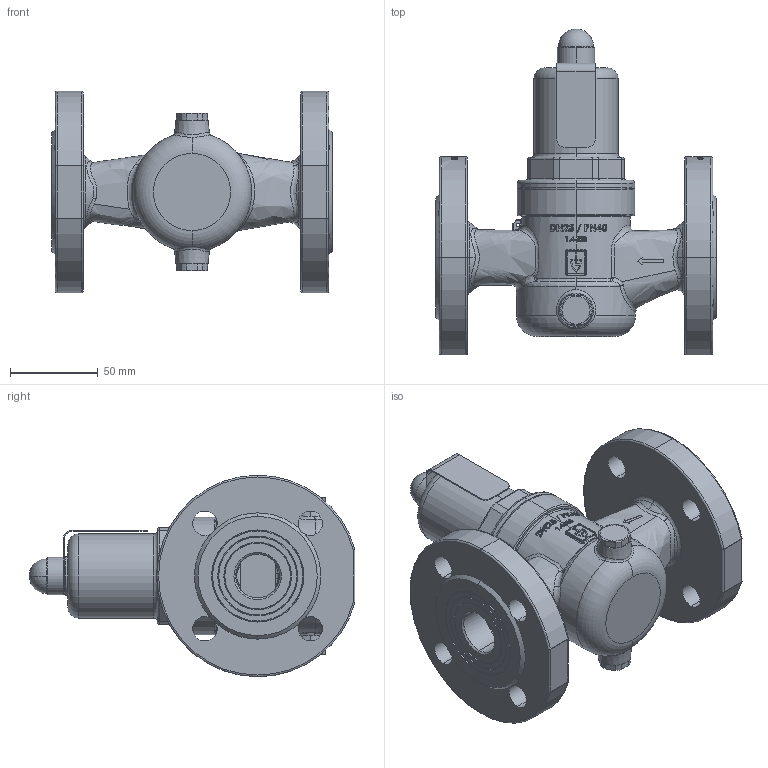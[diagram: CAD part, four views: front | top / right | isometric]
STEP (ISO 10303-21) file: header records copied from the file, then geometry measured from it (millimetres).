
FILE_DESCRIPTION (( 'STEP AP214' ), '1' );
FILE_NAME ('431mGFO-25 Dummy.STEP', '2012-02-22T14:46:00', ( 'Blankenhorn' ), ( '' ), 'SwSTEP 2.0', 'SolidWorks 2011', '' );
FILE_SCHEMA (( 'AUTOMOTIVE_DESIGN' ));
Length unit declared in the file: millimetre
Products named in the file (1): 431mGFO-25 Dummy
Bounding box: 160 x 185.9 x 115 mm (x, y, z)
Volume: 480016.9 mm3; surface area: 149344.9 mm2
Topology: 6 solids, 6 shells, 1311 faces, 3389 edges, 2160 vertices
Faces by surface type: plane 513, bspline 311, cylinder 286, torus 93, cone 92, sphere 16
Entity records: 76594 total; most frequent: CARTESIAN_POINT 32335, ORIENTED_EDGE 6720, DIRECTION 5449, EDGE_CURVE 3360, VERTEX_POINT 2157, AXIS2_PLACEMENT_3D 2038, EDGE_LOOP 1439, LINE 1373
